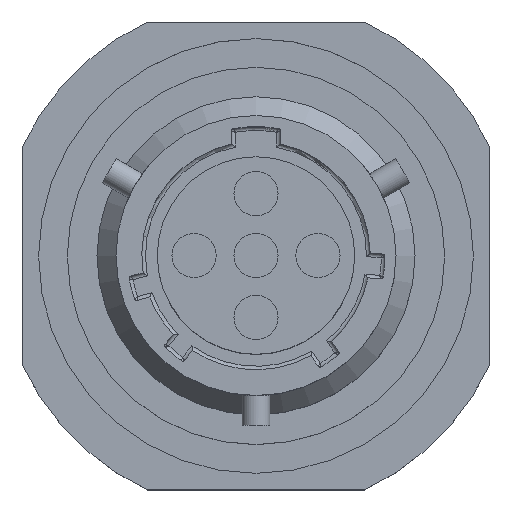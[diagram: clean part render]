
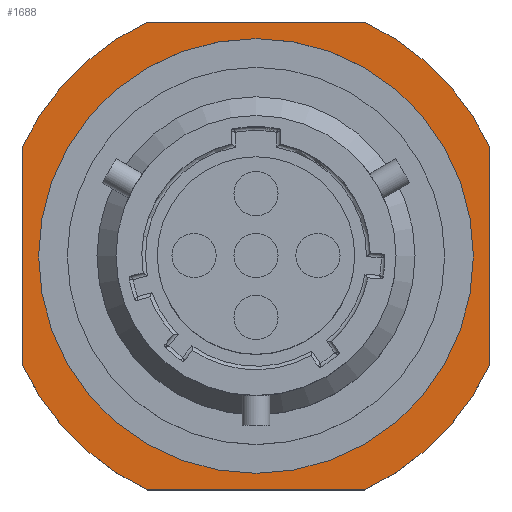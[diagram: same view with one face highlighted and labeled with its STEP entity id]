
A CAD part, top view. The second image highlights one B-rep face of the part: STEP entity #1688.
In plain terms, the highlighted planar face has unit normal (0, 0, 1).
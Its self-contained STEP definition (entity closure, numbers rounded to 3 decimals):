
#76=LINE($,#2730,#152);
#84=LINE($,#2752,#160);
#85=LINE($,#2753,#161);
#86=LINE($,#2754,#162);
#152=VECTOR($,#2234,14.729);
#160=VECTOR($,#2258,14.729);
#161=VECTOR($,#2259,14.729);
#162=VECTOR($,#2260,14.729);
#272=FACE_BOUND($,#567,.T.);
#402=FACE_OUTER_BOUND($,#566,.T.);
#566=EDGE_LOOP($,(#1246,#1247,#1248,#1249,#1250,#1251,#1252,#1253));
#567=EDGE_LOOP($,(#1254));
#699=CIRCLE($,#1887,17.5);
#701=CIRCLE($,#1890,17.5);
#705=CIRCLE($,#1897,17.5);
#706=CIRCLE($,#1899,17.5);
#707=CIRCLE($,#1901,14.75);
#807=VERTEX_POINT($,#2709);
#808=VERTEX_POINT($,#2710);
#811=VERTEX_POINT($,#2718);
#812=VERTEX_POINT($,#2719);
#815=VERTEX_POINT($,#2727);
#820=VERTEX_POINT($,#2742);
#821=VERTEX_POINT($,#2746);
#822=VERTEX_POINT($,#2747);
#823=VERTEX_POINT($,#2755);
#959=EDGE_CURVE($,#807,#808,#699,.T.);
#963=EDGE_CURVE($,#811,#812,#701,.T.);
#968=EDGE_CURVE($,#815,#807,#76,.T.);
#976=EDGE_CURVE($,#815,#820,#705,.T.);
#977=EDGE_CURVE($,#821,#822,#706,.T.);
#980=EDGE_CURVE($,#821,#820,#84,.T.);
#981=EDGE_CURVE($,#812,#822,#85,.T.);
#982=EDGE_CURVE($,#808,#811,#86,.T.);
#983=EDGE_CURVE($,#823,#823,#707,.T.);
#1246=ORIENTED_EDGE($,*,*,#976,.T.);
#1247=ORIENTED_EDGE($,*,*,#980,.F.);
#1248=ORIENTED_EDGE($,*,*,#977,.T.);
#1249=ORIENTED_EDGE($,*,*,#981,.F.);
#1250=ORIENTED_EDGE($,*,*,#963,.F.);
#1251=ORIENTED_EDGE($,*,*,#982,.F.);
#1252=ORIENTED_EDGE($,*,*,#959,.F.);
#1253=ORIENTED_EDGE($,*,*,#968,.F.);
#1254=ORIENTED_EDGE($,*,*,#983,.F.);
#1610=PLANE($,#1900);
#1688=ADVANCED_FACE($,(#402,#272),#1610,.F.);
#1887=AXIS2_PLACEMENT_3D($,#2711,#2217,#2218);
#1890=AXIS2_PLACEMENT_3D($,#2720,#2225,#2226);
#1897=AXIS2_PLACEMENT_3D($,#2744,#2248,#2249);
#1899=AXIS2_PLACEMENT_3D($,#2748,#2252,#2253);
#1900=AXIS2_PLACEMENT_3D($,#2751,#2256,#2257);
#1901=AXIS2_PLACEMENT_3D($,#2756,#2261,#2262);
#2217=DIRECTION('center_axis',(0.,0.,-1.));
#2218=DIRECTION('ref_axis',(0.421,0.907,0.));
#2225=DIRECTION('center_axis',(0.,0.,-1.));
#2226=DIRECTION('ref_axis',(0.907,-0.421,0.));
#2234=DIRECTION($,(1.,0.,0.));
#2248=DIRECTION('center_axis',(0.,0.,1.));
#2249=DIRECTION('ref_axis',(-0.421,0.907,0.));
#2252=DIRECTION('center_axis',(0.,0.,1.));
#2253=DIRECTION('ref_axis',(-0.907,-0.421,0.));
#2256=DIRECTION('center_axis',(0.,0.,-1.));
#2257=DIRECTION('ref_axis',(-1.,0.,0.));
#2258=DIRECTION($,(0.,1.,0.));
#2259=DIRECTION($,(-1.,0.,0.));
#2260=DIRECTION($,(0.,-1.,0.));
#2261=DIRECTION('center_axis',(0.,0.,1.));
#2262=DIRECTION('ref_axis',(0.,1.,0.));
#2709=CARTESIAN_POINT('',(7.364,15.875,5.82));
#2710=CARTESIAN_POINT('',(15.875,7.364,5.82));
#2711=CARTESIAN_POINT('Origin',(0.,0.,5.82));
#2718=CARTESIAN_POINT('',(15.875,-7.364,5.82));
#2719=CARTESIAN_POINT('',(7.364,-15.875,5.82));
#2720=CARTESIAN_POINT('Origin',(0.,0.,5.82));
#2727=CARTESIAN_POINT('',(-7.364,15.875,5.82));
#2730=CARTESIAN_POINT($,(-7.364,15.875,5.82));
#2742=CARTESIAN_POINT('',(-15.875,7.364,5.82));
#2744=CARTESIAN_POINT('Origin',(0.,0.,5.82));
#2746=CARTESIAN_POINT('',(-15.875,-7.364,5.82));
#2747=CARTESIAN_POINT('',(-7.364,-15.875,5.82));
#2748=CARTESIAN_POINT('Origin',(0.,0.,5.82));
#2751=CARTESIAN_POINT('Origin',(17.463,17.463,5.82));
#2752=CARTESIAN_POINT($,(-15.875,-7.364,5.82));
#2753=CARTESIAN_POINT($,(7.364,-15.875,5.82));
#2754=CARTESIAN_POINT($,(15.875,7.364,5.82));
#2755=CARTESIAN_POINT('',(0.,-14.75,5.82));
#2756=CARTESIAN_POINT('Origin',(0.,0.,5.82));
